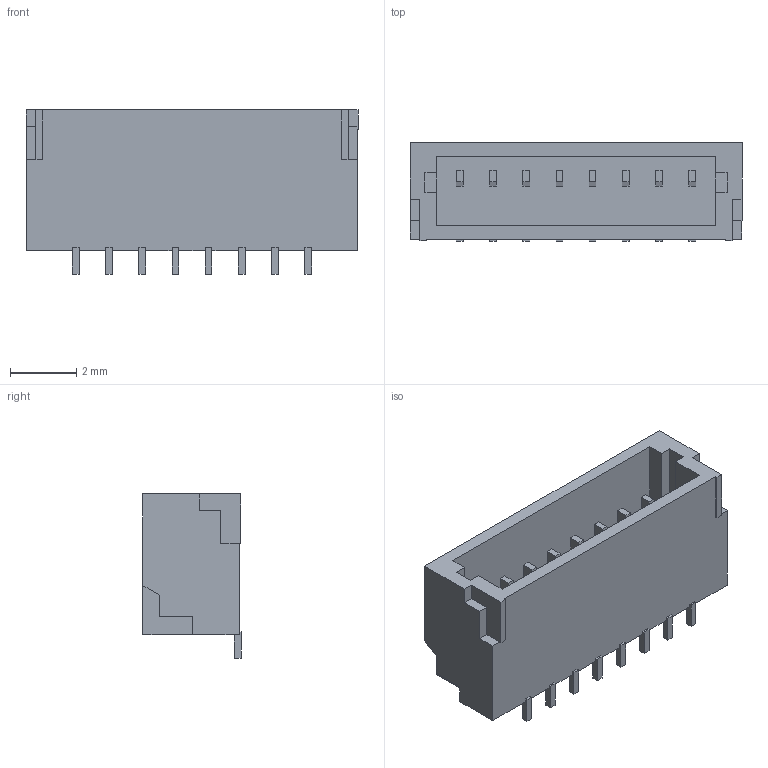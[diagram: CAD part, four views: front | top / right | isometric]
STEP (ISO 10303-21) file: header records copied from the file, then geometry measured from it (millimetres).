
FILE_DESCRIPTION(/* description */ (''),/* implementation_level */ '2;1');
FILE_NAME(/* name */ 'CON_SM08B-SRSS-TB.step',/* time_stamp */ '2024-07-13T17:18:34+02:00',/* author */ (''),/* organization */ (''),/* preprocessor_version */ 'ST-DEVELOPER v20',/* originating_system */ 'Autodesk Translation Framework v13.14.0.145',/* authorisation */ '');
FILE_SCHEMA (('AUTOMOTIVE_DESIGN { 1 0 10303 214 3 1 1 }'));
Length unit declared in the file: millimetre
Products named in the file (1): CON_SM08B-SRSS-TB
Bounding box: 10 x 2.96 x 4.95 mm (x, y, z)
Volume: 68.8 mm3; surface area: 255.9 mm2
Topology: 1 solids, 1 shells, 133 faces, 364 edges, 242 vertices
Faces by surface type: plane 133
Entity records: 4302 total; most frequent: CARTESIAN_POINT 740, ORIENTED_EDGE 728, DIRECTION 632, LINE 364, VECTOR 364, EDGE_CURVE 364, VERTEX_POINT 242, EDGE_LOOP 142
